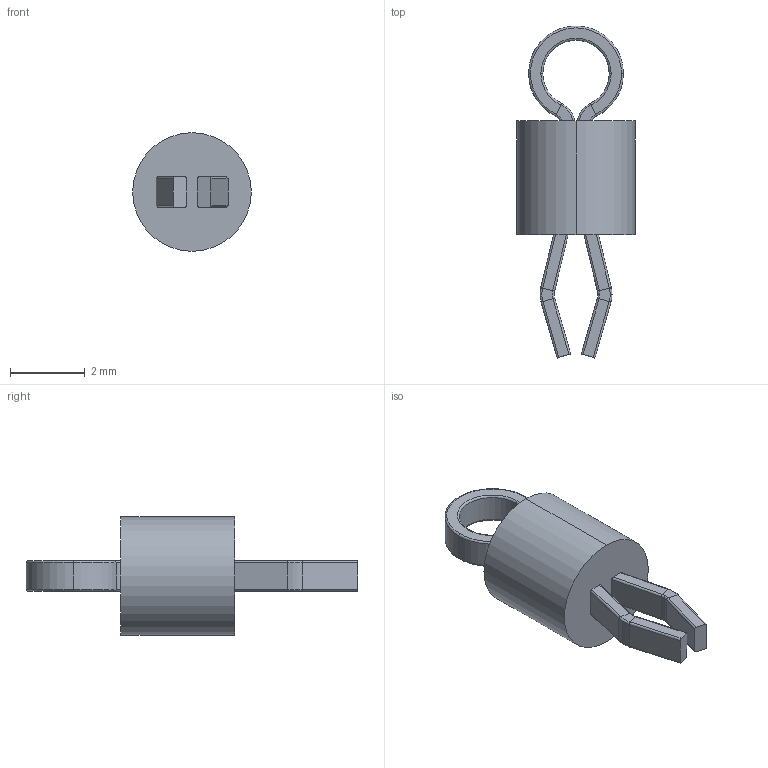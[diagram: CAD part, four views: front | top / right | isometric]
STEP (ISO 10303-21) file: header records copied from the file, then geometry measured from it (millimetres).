
FILE_DESCRIPTION(/* description */ ('Unknown'),/* implementation_level */ '2;1');
FILE_NAME(/* name */ '5007',/* time_stamp */ '2025-09-17T09:40:55-07:00',/* author */ ('Unknown'),/* organization */ ('Unknown'),/* preprocessor_version */ 'ST-DEVELOPER v20',/* originating_system */ 'Solid Edge',/* authorisation */ 'Unknown');
FILE_SCHEMA (('AUTOMOTIVE_DESIGN {1 0 10303 214 3 1 1}'));
Length unit declared in the file: millimetre
Products named in the file (1): 5005
Bounding box: 3.17 x 8.89 x 3.17 mm (x, y, z)
Volume: 28.2 mm3; surface area: 76.2 mm2
Topology: 1 solids, 1 shells, 96 faces, 216 edges, 124 vertices
Faces by surface type: cylinder 34, torus 32, plane 30
Entity records: 3471 total; most frequent: CARTESIAN_POINT 596, DIRECTION 506, ORIENTED_EDGE 432, EDGE_CURVE 216, AXIS2_PLACEMENT_3D 209, VERTEX_POINT 124, CIRCLE 112, EDGE_LOOP 100
